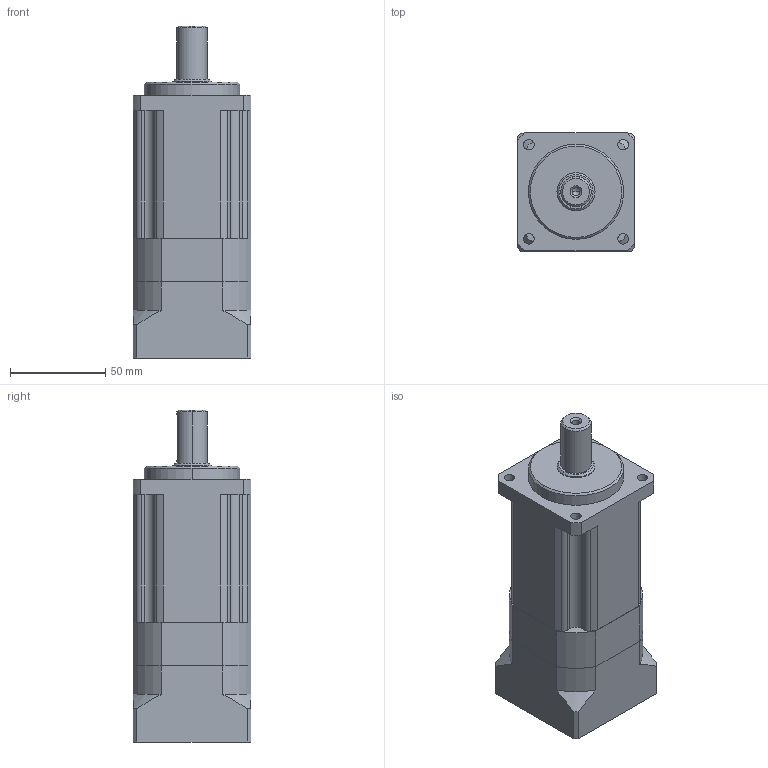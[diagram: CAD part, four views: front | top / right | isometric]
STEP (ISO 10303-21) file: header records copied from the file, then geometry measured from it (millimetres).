
FILE_DESCRIPTION((''),'2;1');
FILE_NAME('AB60-S2-L3_ASM','2022-06-06T11:02:53',('Administrator'),(''),'CREO PARAMETRIC BY PTC INC, 2019010','CREO PARAMETRIC BY PTC INC, 2019010','');
FILE_SCHEMA(('CONFIG_CONTROL_DESIGN'));
Length unit declared in the file: millimetre
Products named in the file (5): _60001; 1100; 5_1_2_300; AB60-S2-L3_1_ASM; AB60-S2-L3_ASM
Assembly tree (4 placements, depth 3):
  AB60-S2-L3_ASM
    AB60-S2-L3_1_ASM
      _60001
      1100
      5_1_2_300
Bounding box: 62 x 62 x 174.5 mm (x, y, z)
Volume: 463329.6 mm3; surface area: 67086.5 mm2
Topology: 3 solids, 3 shells, 148 faces, 385 edges, 245 vertices
Faces by surface type: cylinder 71, plane 47, cone 30
Entity records: 4715 total; most frequent: CARTESIAN_POINT 870, DIRECTION 841, ORIENTED_EDGE 750, EDGE_CURVE 375, AXIS2_PLACEMENT_3D 325, VERTEX_POINT 245, VECTOR 191, LINE 191
